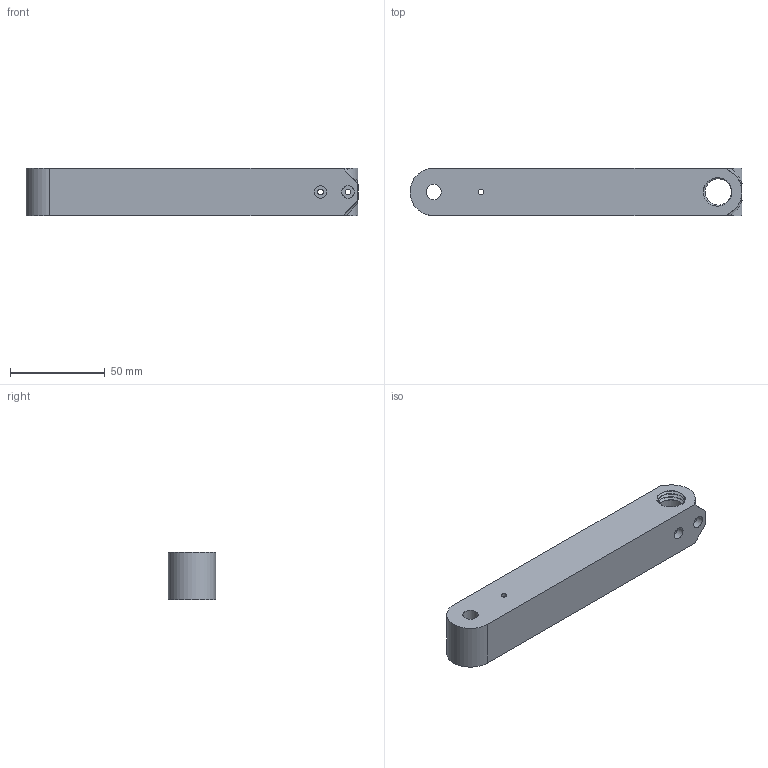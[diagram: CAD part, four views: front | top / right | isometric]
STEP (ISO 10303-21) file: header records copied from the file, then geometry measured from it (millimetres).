
FILE_DESCRIPTION((''),'2;1');
FILE_NAME('xy ubis mount arm.ipt.step','2013-10-18T14:32:26',(''),(''),'Autodesk Inventor 2013','Autodesk Inventor 2013','');
FILE_SCHEMA(('AUTOMOTIVE_DESIGN { 1 0 10303 214 1 1 1 1 }'));
Length unit declared in the file: millimetre
Products named in the file (1): xy ubis mount arm
Bounding box: 175 x 25 x 25 mm (x, y, z)
Volume: 99928.6 mm3; surface area: 20376.1 mm2
Topology: 1 solids, 1 shells, 59 faces, 157 edges, 95 vertices
Faces by surface type: plane 26, bspline 18, cylinder 15
Full cylindrical faces by diameter (mm): 3 x1, 3.1 x2, 6.5 x2, 8.1 x1, 16.2 x1
Entity records: 2823 total; most frequent: CARTESIAN_POINT 1495, ORIENTED_EDGE 274, DIRECTION 228, EDGE_CURVE 137, VERTEX_POINT 92, AXIS2_PLACEMENT_3D 86, EDGE_LOOP 85, FACE_OUTER_BOUND 59
